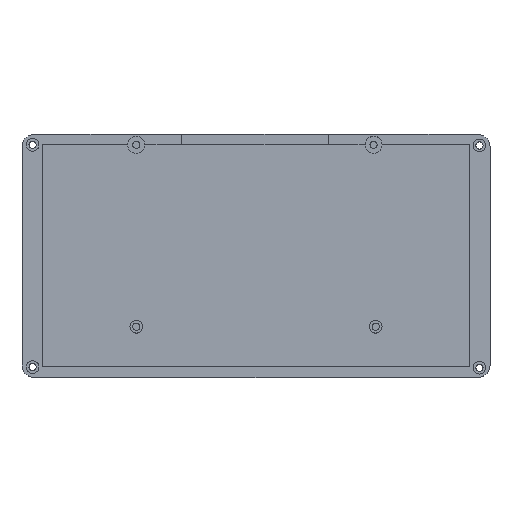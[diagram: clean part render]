
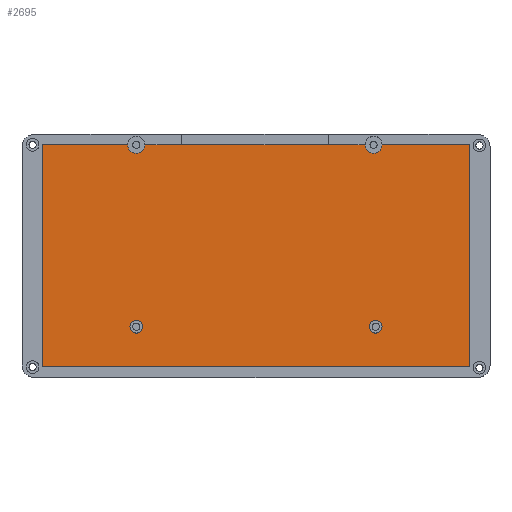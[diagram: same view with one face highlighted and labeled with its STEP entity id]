
A CAD part, top view. The second image highlights one B-rep face of the part: STEP entity #2695.
In plain terms, the highlighted planar face has unit normal (0, 0, 1).
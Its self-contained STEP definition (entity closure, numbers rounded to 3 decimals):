
#54=CIRCLE('',#2867,3.);
#56=CIRCLE('',#2872,4.);
#61=CIRCLE('',#2881,3.);
#65=CIRCLE('',#2889,4.);
#145=FACE_BOUND('',#486,.T.);
#146=FACE_BOUND('',#487,.T.);
#291=FACE_OUTER_BOUND('',#485,.T.);
#485=EDGE_LOOP('',(#2417,#2418,#2419,#2420,#2421,#2422,#2423,#2424));
#486=EDGE_LOOP('',(#2425));
#487=EDGE_LOOP('',(#2426));
#768=LINE('',#4190,#1078);
#789=LINE('',#4322,#1099);
#791=LINE('',#4326,#1101);
#793=LINE('',#4330,#1103);
#795=LINE('',#4334,#1105);
#797=LINE('',#4337,#1107);
#1078=VECTOR('',#3402,10.);
#1099=VECTOR('',#3569,10.);
#1101=VECTOR('',#3573,10.);
#1103=VECTOR('',#3577,10.);
#1105=VECTOR('',#3581,10.);
#1107=VECTOR('',#3585,10.);
#1310=VERTEX_POINT('',#4187);
#1311=VERTEX_POINT('',#4189);
#1338=VERTEX_POINT('',#4273);
#1340=VERTEX_POINT('',#4282);
#1344=VERTEX_POINT('',#4298);
#1347=VERTEX_POINT('',#4311);
#1349=VERTEX_POINT('',#4321);
#1350=VERTEX_POINT('',#4325);
#1351=VERTEX_POINT('',#4329);
#1352=VERTEX_POINT('',#4333);
#1642=EDGE_CURVE('',#1311,#1310,#768,.T.);
#1679=EDGE_CURVE('',#1338,#1338,#54,.T.);
#1683=EDGE_CURVE('',#1310,#1340,#56,.T.);
#1691=EDGE_CURVE('',#1344,#1344,#61,.T.);
#1698=EDGE_CURVE('',#1347,#1311,#65,.T.);
#1701=EDGE_CURVE('',#1340,#1349,#789,.T.);
#1703=EDGE_CURVE('',#1349,#1350,#791,.T.);
#1705=EDGE_CURVE('',#1350,#1351,#793,.T.);
#1707=EDGE_CURVE('',#1351,#1352,#795,.T.);
#1709=EDGE_CURVE('',#1352,#1347,#797,.T.);
#2417=ORIENTED_EDGE('',*,*,#1698,.T.);
#2418=ORIENTED_EDGE('',*,*,#1642,.T.);
#2419=ORIENTED_EDGE('',*,*,#1683,.T.);
#2420=ORIENTED_EDGE('',*,*,#1701,.T.);
#2421=ORIENTED_EDGE('',*,*,#1703,.T.);
#2422=ORIENTED_EDGE('',*,*,#1705,.T.);
#2423=ORIENTED_EDGE('',*,*,#1707,.T.);
#2424=ORIENTED_EDGE('',*,*,#1709,.T.);
#2425=ORIENTED_EDGE('',*,*,#1691,.T.);
#2426=ORIENTED_EDGE('',*,*,#1679,.T.);
#2553=PLANE('',#2903);
#2695=ADVANCED_FACE('',(#291,#145,#146),#2553,.T.);
#2867=AXIS2_PLACEMENT_3D('',#4275,#3506,#3507);
#2872=AXIS2_PLACEMENT_3D('',#4285,#3518,#3519);
#2881=AXIS2_PLACEMENT_3D('',#4300,#3539,#3540);
#2889=AXIS2_PLACEMENT_3D('',#4315,#3558,#3559);
#2903=AXIS2_PLACEMENT_3D('',#4348,#3601,#3602);
#3402=DIRECTION('',(-1.,0.,0.));
#3506=DIRECTION('center_axis',(0.,0.,-1.));
#3507=DIRECTION('ref_axis',(1.,0.,0.));
#3518=DIRECTION('center_axis',(0.,0.,-1.));
#3519=DIRECTION('ref_axis',(1.,0.,0.));
#3539=DIRECTION('center_axis',(0.,0.,-1.));
#3540=DIRECTION('ref_axis',(1.,0.,0.));
#3558=DIRECTION('center_axis',(0.,0.,-1.));
#3559=DIRECTION('ref_axis',(1.,0.,0.));
#3569=DIRECTION('',(-1.,0.,0.));
#3573=DIRECTION('',(0.,-1.,0.));
#3577=DIRECTION('',(1.,0.,0.));
#3581=DIRECTION('',(0.,1.,0.));
#3585=DIRECTION('',(-1.,0.,0.));
#3601=DIRECTION('center_axis',(0.,0.,1.));
#3602=DIRECTION('ref_axis',(1.,0.,0.));
#4187=CARTESIAN_POINT('',(-98.11,39.351,3.));
#4189=CARTESIAN_POINT('',(6.001,39.351,3.));
#4190=CARTESIAN_POINT('',(-98.11,39.351,3.));
#4273=CARTESIAN_POINT('',(8.,-46.579,3.));
#4275=CARTESIAN_POINT('Origin',(11.,-46.579,3.));
#4282=CARTESIAN_POINT('',(-106.11,39.351,3.));
#4285=CARTESIAN_POINT('Origin',(-102.11,39.351,3.));
#4298=CARTESIAN_POINT('',(-105.11,-46.579,3.));
#4300=CARTESIAN_POINT('Origin',(-102.11,-46.579,3.));
#4311=CARTESIAN_POINT('',(14.,39.351,3.));
#4315=CARTESIAN_POINT('Origin',(10.,39.397,3.));
#4321=CARTESIAN_POINT('',(-146.277,39.351,3.));
#4322=CARTESIAN_POINT('',(-146.277,39.351,3.));
#4325=CARTESIAN_POINT('',(-146.277,-65.566,3.));
#4326=CARTESIAN_POINT('',(-146.277,-65.566,3.));
#4329=CARTESIAN_POINT('',(55.544,-65.566,3.));
#4330=CARTESIAN_POINT('',(55.544,-65.566,3.));
#4333=CARTESIAN_POINT('',(55.544,39.351,3.));
#4334=CARTESIAN_POINT('',(55.544,39.351,3.));
#4337=CARTESIAN_POINT('',(14.,39.351,3.));
#4348=CARTESIAN_POINT('Origin',(-45.366,-13.107,3.));
